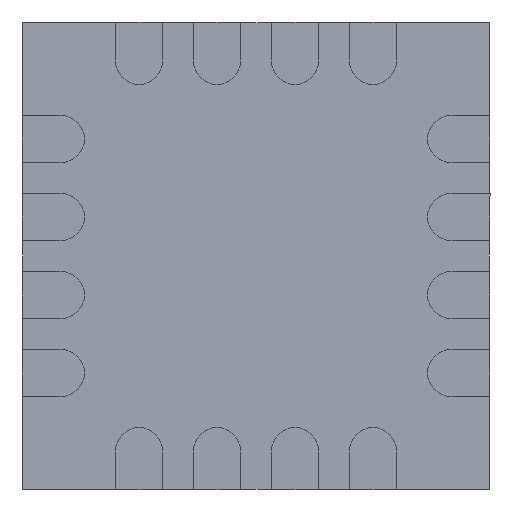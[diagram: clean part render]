
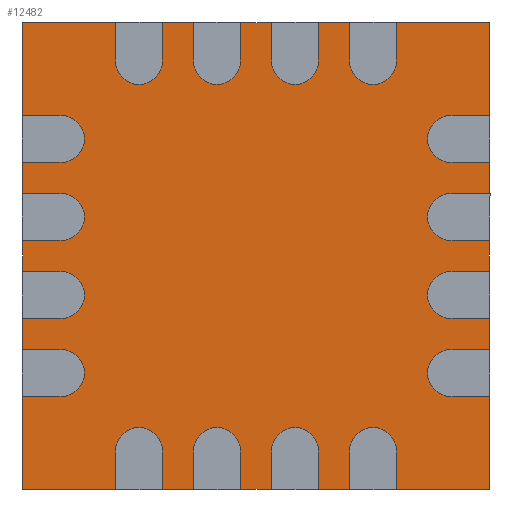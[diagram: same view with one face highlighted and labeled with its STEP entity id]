
A CAD part, front view. The second image highlights one B-rep face of the part: STEP entity #12482.
In plain terms, the highlighted planar face has unit normal (0, -1, 0).
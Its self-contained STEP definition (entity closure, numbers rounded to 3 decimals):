
#386 = CARTESIAN_POINT ( 'NONE',  ( -1.495, -1.5, 1.495 ) ) ;
#388 = CARTESIAN_POINT ( 'NONE',  ( -1.495, -1.5, -1.495 ) ) ;
#396 = CARTESIAN_POINT ( 'NONE',  ( 1.495, -1.5, -1.495 ) ) ;
#398 = CARTESIAN_POINT ( 'NONE',  ( 1.495, -1.5, 1.495 ) ) ;
#1511 = FACE_OUTER_BOUND ( 'NONE', #11147, .T. ) ;
#1517 = AXIS2_PLACEMENT_3D ( 'NONE', #4176, #4177, #4178 ) ;
#4175 = PLANE ( 'NONE',  #1517 ) ;
#4176 = CARTESIAN_POINT ( 'NONE',  ( 0., -1.5, 0. ) ) ;
#4177 = DIRECTION ( 'NONE',  ( 0., 1., 0. ) ) ;
#4178 = DIRECTION ( 'NONE',  ( 0., 0., 1. ) ) ;
#5591 = VECTOR ( 'NONE', #7513, 1000. ) ;
#5594 = VECTOR ( 'NONE', #7522, 1000. ) ;
#5596 = VECTOR ( 'NONE', #7528, 1000. ) ;
#5597 = VECTOR ( 'NONE', #7531, 1000. ) ;
#7511 = LINE ( 'NONE', #7512, #5591 ) ;
#7512 = CARTESIAN_POINT ( 'NONE',  ( 1.495, -1.5, -1.495 ) ) ;
#7513 = DIRECTION ( 'NONE',  ( 0., 0., -1. ) ) ;
#7520 = LINE ( 'NONE', #7521, #5594 ) ;
#7521 = CARTESIAN_POINT ( 'NONE',  ( -1.495, -1.5, 1.495 ) ) ;
#7522 = DIRECTION ( 'NONE',  ( 1., 0., 0. ) ) ;
#7526 = LINE ( 'NONE', #7527, #5596 ) ;
#7527 = CARTESIAN_POINT ( 'NONE',  ( -1.495, -1.5, -1.495 ) ) ;
#7528 = DIRECTION ( 'NONE',  ( 0., 0., 1. ) ) ;
#7529 = LINE ( 'NONE', #7530, #5597 ) ;
#7530 = CARTESIAN_POINT ( 'NONE',  ( -1.495, -1.5, -1.495 ) ) ;
#7531 = DIRECTION ( 'NONE',  ( -1., 0., 0. ) ) ;
#9893 = VERTEX_POINT ( 'NONE', #386 ) ;
#9895 = VERTEX_POINT ( 'NONE', #388 ) ;
#9903 = VERTEX_POINT ( 'NONE', #396 ) ;
#9905 = VERTEX_POINT ( 'NONE', #398 ) ;
#10431 = ORIENTED_EDGE ( 'NONE', *, *, #12716, .F. ) ;
#10433 = ORIENTED_EDGE ( 'NONE', *, *, #12710, .F. ) ;
#10434 = ORIENTED_EDGE ( 'NONE', *, *, #12713, .F. ) ;
#10435 = ORIENTED_EDGE ( 'NONE', *, *, #12715, .F. ) ;
#11147 = EDGE_LOOP ( 'NONE', ( #10433, #10434, #10435, #10431 ) ) ;
#12482 = ADVANCED_FACE ( 'NONE', ( #1511 ), #4175, .F. ) ;
#12710 = EDGE_CURVE ( 'NONE', #9905, #9903, #7511, .T. ) ;
#12713 = EDGE_CURVE ( 'NONE', #9893, #9905, #7520, .T. ) ;
#12715 = EDGE_CURVE ( 'NONE', #9895, #9893, #7526, .T. ) ;
#12716 = EDGE_CURVE ( 'NONE', #9903, #9895, #7529, .T. ) ;
